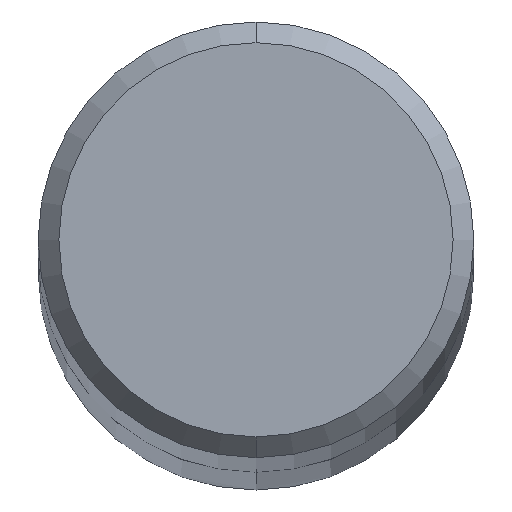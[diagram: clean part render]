
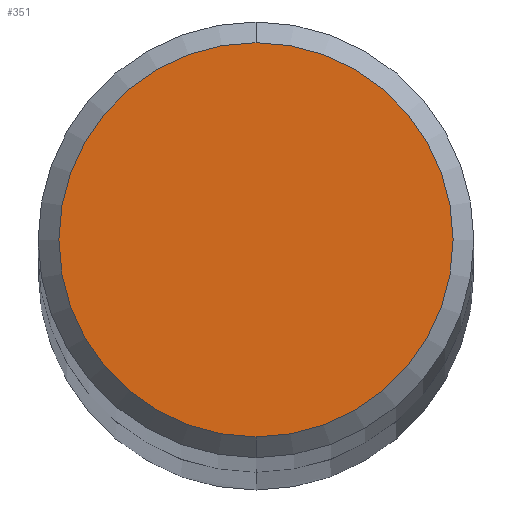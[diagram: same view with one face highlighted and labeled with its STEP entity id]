
A CAD part, top view. The second image highlights one B-rep face of the part: STEP entity #351.
In plain terms, the highlighted planar face has unit normal (0, 0, 1).
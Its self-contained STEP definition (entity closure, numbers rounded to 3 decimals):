
#221=EDGE_CURVE('',#325,#279,#510,.T.);
#279=VERTEX_POINT('',#576);
#325=VERTEX_POINT('',#629);
#351=ADVANCED_FACE('',(#656),#657,.T.);
#371=EDGE_CURVE('',#279,#325,#678,.T.);
#510=CIRCLE('',#850,0.95);
#576=CARTESIAN_POINT('',(0.,-0.95,38.0));
#629=CARTESIAN_POINT('',(0.0,0.95,38.0));
#656=FACE_OUTER_BOUND('',#1163,.T.);
#657=PLANE('',#1164);
#678=CIRCLE('',#1227,0.95);
#850=AXIS2_PLACEMENT_3D('',#1525,#1526,#1527);
#1163=EDGE_LOOP('',(#1709,#1710));
#1164=AXIS2_PLACEMENT_3D('',#1711,#1712,#1713);
#1227=AXIS2_PLACEMENT_3D('',#1726,#1727,#1728);
#1525=CARTESIAN_POINT('',(0.0,0.0,38.0));
#1526=DIRECTION('',(0.0,0.0,-1.0));
#1527=DIRECTION('',(0.0,1.0,0.0));
#1709=ORIENTED_EDGE('',*,*,#221,.F.);
#1710=ORIENTED_EDGE('',*,*,#371,.F.);
#1711=CARTESIAN_POINT('',(0.0,0.475,38.0));
#1712=DIRECTION('',(0.0,0.0,1.0));
#1713=DIRECTION('',(0.0,-1.0,0.0));
#1726=CARTESIAN_POINT('',(0.0,0.0,38.0));
#1727=DIRECTION('',(0.0,0.0,-1.0));
#1728=DIRECTION('',(0.0,1.0,0.0));
